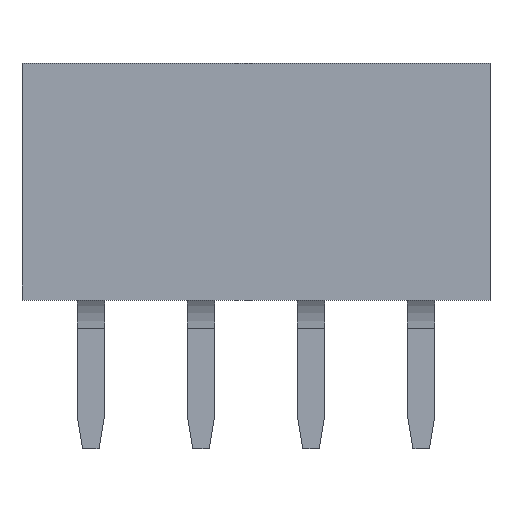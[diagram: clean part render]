
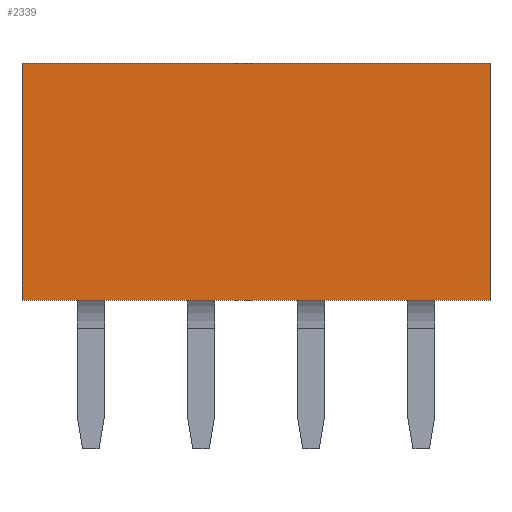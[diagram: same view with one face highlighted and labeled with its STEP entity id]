
A CAD part, front view. The second image highlights one B-rep face of the part: STEP entity #2339.
In plain terms, the highlighted planar face has unit normal (0, -1, 0).
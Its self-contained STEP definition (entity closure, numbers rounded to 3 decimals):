
#246=ORIENTED_EDGE('',*,*,#833,.T.);
#247=ORIENTED_EDGE('',*,*,#828,.T.);
#248=ORIENTED_EDGE('',*,*,#892,.T.);
#249=ORIENTED_EDGE('',*,*,#911,.T.);
#828=EDGE_CURVE('',#1173,#1172,#1392,.T.);
#833=EDGE_CURVE('',#1177,#1173,#1397,.T.);
#892=EDGE_CURVE('',#1172,#1217,#1456,.T.);
#911=EDGE_CURVE('',#1217,#1177,#1475,.T.);
#1172=VERTEX_POINT('',#3316);
#1173=VERTEX_POINT('',#3318);
#1177=VERTEX_POINT('',#3328);
#1217=VERTEX_POINT('',#3444);
#1392=LINE('',#3317,#1672);
#1397=LINE('',#3327,#1677);
#1456=LINE('',#3445,#1736);
#1475=LINE('',#3481,#1755);
#1672=VECTOR('',#2664,1000.);
#1677=VECTOR('',#2671,1000.);
#1736=VECTOR('',#2766,1000.);
#1755=VECTOR('',#2787,1000.);
#1975=EDGE_LOOP('',(#246,#247,#248,#249));
#2111=FACE_BOUND('',#1975,.T.);
#2243=PLANE('',#2494);
#2339=ADVANCED_FACE('',(#2111),#2243,.T.);
#2494=AXIS2_PLACEMENT_3D('',#3482,#2788,#2789);
#2664=DIRECTION('',(1.,0.,0.));
#2671=DIRECTION('',(0.,0.,-1.));
#2766=DIRECTION('',(0.,0.,1.));
#2787=DIRECTION('',(-1.,0.,0.));
#2788=DIRECTION('',(0.,-1.,0.));
#2789=DIRECTION('',(0.,0.,-1.));
#3316=CARTESIAN_POINT('',(4.25,-1.25,-2.15));
#3317=CARTESIAN_POINT('',(-4.25,-1.25,-2.15));
#3318=CARTESIAN_POINT('',(-4.25,-1.25,-2.15));
#3327=CARTESIAN_POINT('',(-4.25,-1.25,2.15));
#3328=CARTESIAN_POINT('',(-4.25,-1.25,2.15));
#3444=CARTESIAN_POINT('',(4.25,-1.25,2.15));
#3445=CARTESIAN_POINT('',(4.25,-1.25,-2.15));
#3481=CARTESIAN_POINT('',(4.25,-1.25,2.15));
#3482=CARTESIAN_POINT('',(0.,-1.25,0.));
